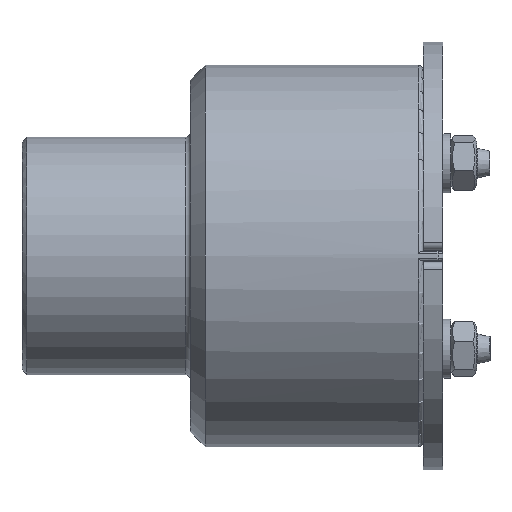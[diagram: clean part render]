
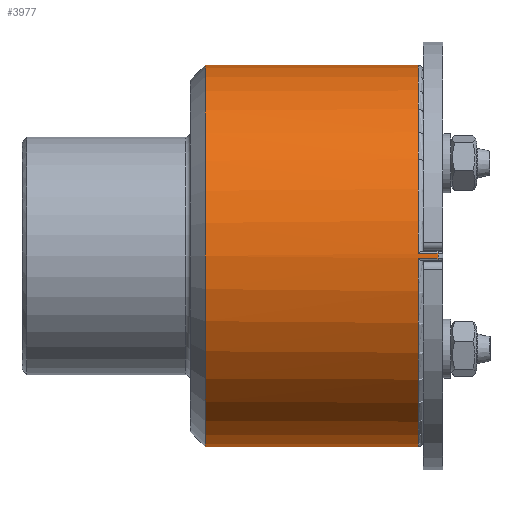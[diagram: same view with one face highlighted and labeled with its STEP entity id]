
A CAD part, left-side view. The second image highlights one B-rep face of the part: STEP entity #3977.
In plain terms, the highlighted cylindrical face has radius 38.5 mm (diameter 77 mm), a full revolution.
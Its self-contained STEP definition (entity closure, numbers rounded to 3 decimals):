
#322=LINE('',#6284,#600);
#330=LINE('',#6435,#608);
#338=LINE('',#6565,#616);
#339=LINE('',#6569,#617);
#340=LINE('',#6573,#618);
#600=VECTOR('',#4977,10.);
#608=VECTOR('',#5001,10.);
#616=VECTOR('',#5051,38.5);
#617=VECTOR('',#5054,10.);
#618=VECTOR('',#5057,10.);
#885=CYLINDRICAL_SURFACE('',#4472,38.5);
#1113=FACE_OUTER_BOUND('',#1356,.T.);
#1356=EDGE_LOOP('',(#2867,#2868,#2869,#2870,#2871,#2872,#2873,#2874,#2875,
#2876,#2877,#2878,#2879));
#1624=CIRCLE('',#4471,38.5);
#1625=CIRCLE('',#4473,38.5);
#1626=CIRCLE('',#4474,38.5);
#1627=CIRCLE('',#4475,38.5);
#1628=CIRCLE('',#4476,38.5);
#1629=CIRCLE('',#4477,38.5);
#1630=CIRCLE('',#4478,38.5);
#1838=VERTEX_POINT('',#6281);
#1839=VERTEX_POINT('',#6283);
#1851=VERTEX_POINT('',#6417);
#1854=VERTEX_POINT('',#6422);
#1869=VERTEX_POINT('',#6560);
#1870=VERTEX_POINT('',#6561);
#1871=VERTEX_POINT('',#6564);
#1872=VERTEX_POINT('',#6566);
#1873=VERTEX_POINT('',#6568);
#1874=VERTEX_POINT('',#6570);
#1875=VERTEX_POINT('',#6572);
#2214=EDGE_CURVE('',#1838,#1839,#322,.T.);
#2235=EDGE_CURVE('',#1854,#1851,#330,.T.);
#2259=EDGE_CURVE('',#1851,#1838,#1624,.T.);
#2260=EDGE_CURVE('',#1869,#1870,#1625,.T.);
#2261=EDGE_CURVE('',#1870,#1869,#1626,.T.);
#2262=EDGE_CURVE('',#1870,#1871,#338,.T.);
#2263=EDGE_CURVE('',#1872,#1871,#1627,.T.);
#2264=EDGE_CURVE('',#1873,#1872,#339,.T.);
#2265=EDGE_CURVE('',#1874,#1873,#1628,.T.);
#2266=EDGE_CURVE('',#1875,#1874,#340,.T.);
#2267=EDGE_CURVE('',#1839,#1875,#1629,.T.);
#2268=EDGE_CURVE('',#1871,#1854,#1630,.T.);
#2867=ORIENTED_EDGE('',*,*,#2260,.F.);
#2868=ORIENTED_EDGE('',*,*,#2261,.F.);
#2869=ORIENTED_EDGE('',*,*,#2262,.T.);
#2870=ORIENTED_EDGE('',*,*,#2263,.F.);
#2871=ORIENTED_EDGE('',*,*,#2264,.F.);
#2872=ORIENTED_EDGE('',*,*,#2265,.F.);
#2873=ORIENTED_EDGE('',*,*,#2266,.F.);
#2874=ORIENTED_EDGE('',*,*,#2267,.F.);
#2875=ORIENTED_EDGE('',*,*,#2214,.F.);
#2876=ORIENTED_EDGE('',*,*,#2259,.F.);
#2877=ORIENTED_EDGE('',*,*,#2235,.F.);
#2878=ORIENTED_EDGE('',*,*,#2268,.F.);
#2879=ORIENTED_EDGE('',*,*,#2262,.F.);
#3977=ADVANCED_FACE('',(#1113),#885,.T.);
#4471=AXIS2_PLACEMENT_3D('',#6558,#5043,#5044);
#4472=AXIS2_PLACEMENT_3D('',#6559,#5045,#5046);
#4473=AXIS2_PLACEMENT_3D('',#6562,#5047,#5048);
#4474=AXIS2_PLACEMENT_3D('',#6563,#5049,#5050);
#4475=AXIS2_PLACEMENT_3D('',#6567,#5052,#5053);
#4476=AXIS2_PLACEMENT_3D('',#6571,#5055,#5056);
#4477=AXIS2_PLACEMENT_3D('',#6574,#5058,#5059);
#4478=AXIS2_PLACEMENT_3D('',#6575,#5060,#5061);
#4977=DIRECTION('',(0.,1.,0.));
#5001=DIRECTION('',(0.,-1.,0.));
#5043=DIRECTION('center_axis',(0.,-1.,0.));
#5044=DIRECTION('ref_axis',(1.,0.,0.));
#5045=DIRECTION('center_axis',(0.,1.,0.));
#5046=DIRECTION('ref_axis',(0.,0.,1.));
#5047=DIRECTION('center_axis',(0.,1.,0.));
#5048=DIRECTION('ref_axis',(0.,0.,-1.));
#5049=DIRECTION('center_axis',(0.,1.,0.));
#5050=DIRECTION('ref_axis',(0.,0.,-1.));
#5051=DIRECTION('',(0.,-1.,0.));
#5052=DIRECTION('center_axis',(0.,-1.,0.));
#5053=DIRECTION('ref_axis',(0.,0.,-1.));
#5054=DIRECTION('',(0.,1.,0.));
#5055=DIRECTION('center_axis',(0.,-1.,0.));
#5056=DIRECTION('ref_axis',(-1.,0.,0.));
#5057=DIRECTION('',(0.,-1.,0.));
#5058=DIRECTION('center_axis',(0.,-1.,0.));
#5059=DIRECTION('ref_axis',(0.,0.,1.));
#5060=DIRECTION('center_axis',(0.,-1.,0.));
#5061=DIRECTION('ref_axis',(0.,0.,-1.));
#6281=CARTESIAN_POINT('',(38.497,-50.,0.507));
#6283=CARTESIAN_POINT('',(38.497,-46.,0.507));
#6284=CARTESIAN_POINT('',(38.497,-23.5,0.507));
#6417=CARTESIAN_POINT('',(38.497,-50.,-0.507));
#6422=CARTESIAN_POINT('',(38.497,-46.,-0.507));
#6435=CARTESIAN_POINT('',(38.497,-23.5,-0.507));
#6558=CARTESIAN_POINT('Origin',(0.,-50.,0.));
#6559=CARTESIAN_POINT('Origin',(0.,-23.5,0.));
#6560=CARTESIAN_POINT('',(0.,-3.,38.5));
#6561=CARTESIAN_POINT('',(0.,-3.,-38.5));
#6562=CARTESIAN_POINT('Origin',(0.,-3.,0.));
#6563=CARTESIAN_POINT('Origin',(0.,-3.,0.));
#6564=CARTESIAN_POINT('',(0.,-46.,-38.5));
#6565=CARTESIAN_POINT('',(0.,-23.5,-38.5));
#6566=CARTESIAN_POINT('',(-38.497,-46.,-0.507));
#6567=CARTESIAN_POINT('Origin',(0.,-46.,0.));
#6568=CARTESIAN_POINT('',(-38.497,-50.,-0.507));
#6569=CARTESIAN_POINT('',(-38.497,-23.5,-0.507));
#6570=CARTESIAN_POINT('',(-38.497,-50.,0.507));
#6571=CARTESIAN_POINT('Origin',(0.,-50.,0.));
#6572=CARTESIAN_POINT('',(-38.497,-46.,0.507));
#6573=CARTESIAN_POINT('',(-38.497,-23.5,0.507));
#6574=CARTESIAN_POINT('Origin',(0.,-46.,0.));
#6575=CARTESIAN_POINT('Origin',(0.,-46.,0.));
